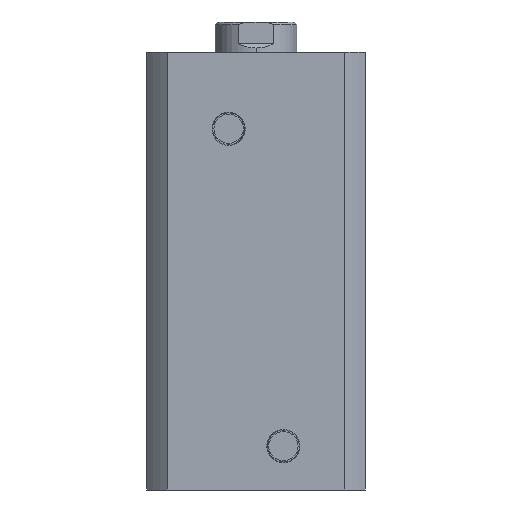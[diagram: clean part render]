
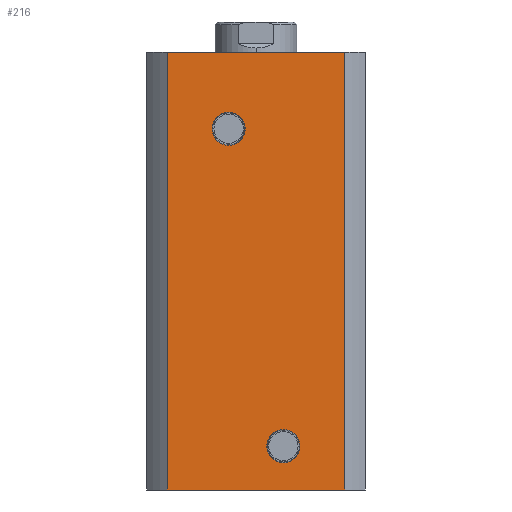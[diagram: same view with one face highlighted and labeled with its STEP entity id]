
A CAD part, left-side view. The second image highlights one B-rep face of the part: STEP entity #216.
In plain terms, the highlighted planar face has unit normal (-1, 0, 0).
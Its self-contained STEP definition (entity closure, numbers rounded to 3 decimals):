
#31 = AXIS2_PLACEMENT_3D ( 'NONE', #2128, #2123, #2132 ) ;
#63 = VERTEX_POINT ( 'NONE', #3225 ) ;
#77 = VERTEX_POINT ( 'NONE', #3339 ) ;
#108 = VERTEX_POINT ( 'NONE', #3315 ) ;
#216 = ADVANCED_FACE ( 'NONE', ( #3665, #3662, #3673 ), #2130, .F. ) ;
#431 = CARTESIAN_POINT ( 'NONE',  ( -40., -10., 16. ) ) ;
#432 = DIRECTION ( 'NONE',  ( -1., 0., 0. ) ) ;
#433 = DIRECTION ( 'NONE',  ( 0., 0., 1. ) ) ;
#451 = CARTESIAN_POINT ( 'NONE',  ( -40., 10., 132. ) ) ;
#452 = DIRECTION ( 'NONE',  ( -1., 0., 0. ) ) ;
#453 = DIRECTION ( 'NONE',  ( 0., 0., 1. ) ) ;
#726 = LINE ( 'NONE', #1396, #728 ) ;
#727 = CIRCLE ( 'NONE', #1738, 6.06 ) ;
#728 = VECTOR ( 'NONE', #1390, 1000. ) ;
#729 = CIRCLE ( 'NONE', #1737, 6.06 ) ;
#730 = LINE ( 'NONE', #1411, #733 ) ;
#731 = LINE ( 'NONE', #1410, #737 ) ;
#732 = LINE ( 'NONE', #1415, #735 ) ;
#733 = VECTOR ( 'NONE', #1399, 1000. ) ;
#735 = VECTOR ( 'NONE', #1417, 1000. ) ;
#737 = VECTOR ( 'NONE', #1418, 1000. ) ;
#873 = CIRCLE ( 'NONE', #1772, 6.06 ) ;
#883 = CIRCLE ( 'NONE', #1776, 6.06 ) ;
#1390 = DIRECTION ( 'NONE',  ( 0., 0., -1. ) ) ;
#1396 = CARTESIAN_POINT ( 'NONE',  ( -40., 32.438, 160. ) ) ;
#1399 = DIRECTION ( 'NONE',  ( 0., -1., 0. ) ) ;
#1407 = CARTESIAN_POINT ( 'NONE',  ( -40., -10., 16. ) ) ;
#1408 = DIRECTION ( 'NONE',  ( -1., 0., 0. ) ) ;
#1409 = DIRECTION ( 'NONE',  ( 0., 0., 1. ) ) ;
#1410 = CARTESIAN_POINT ( 'NONE',  ( -40., 0., 160. ) ) ;
#1411 = CARTESIAN_POINT ( 'NONE',  ( -40., 0., 0. ) ) ;
#1412 = CARTESIAN_POINT ( 'NONE',  ( -40., 10., 132. ) ) ;
#1413 = DIRECTION ( 'NONE',  ( -1., 0., 0. ) ) ;
#1414 = DIRECTION ( 'NONE',  ( 0., 0., 1. ) ) ;
#1415 = CARTESIAN_POINT ( 'NONE',  ( -40., -32.438, 160. ) ) ;
#1417 = DIRECTION ( 'NONE',  ( 0., 0., -1. ) ) ;
#1418 = DIRECTION ( 'NONE',  ( 0., -1., 0. ) ) ;
#1500 = VERTEX_POINT ( 'NONE', #2338 ) ;
#1528 = VERTEX_POINT ( 'NONE', #2358 ) ;
#1548 = VERTEX_POINT ( 'NONE', #2377 ) ;
#1570 = VERTEX_POINT ( 'NONE', #2397 ) ;
#1583 = EDGE_LOOP ( 'NONE', ( #3120, #3119 ) ) ;
#1620 = VERTEX_POINT ( 'NONE', #2435 ) ;
#1737 = AXIS2_PLACEMENT_3D ( 'NONE', #1407, #1408, #1409 ) ;
#1738 = AXIS2_PLACEMENT_3D ( 'NONE', #1412, #1413, #1414 ) ;
#1772 = AXIS2_PLACEMENT_3D ( 'NONE', #431, #432, #433 ) ;
#1776 = AXIS2_PLACEMENT_3D ( 'NONE', #451, #452, #453 ) ;
#2123 = DIRECTION ( 'NONE',  ( 1., 0., 0. ) ) ;
#2128 = CARTESIAN_POINT ( 'NONE',  ( -40., 0., 160. ) ) ;
#2130 = PLANE ( 'NONE',  #31 ) ;
#2132 = DIRECTION ( 'NONE',  ( 0., 1., 0. ) ) ;
#2338 = CARTESIAN_POINT ( 'NONE',  ( -40., -10., 9.94 ) ) ;
#2358 = CARTESIAN_POINT ( 'NONE',  ( -40., 10., 125.94 ) ) ;
#2377 = CARTESIAN_POINT ( 'NONE',  ( -40., 10., 138.06 ) ) ;
#2397 = CARTESIAN_POINT ( 'NONE',  ( -40., 32.438, 160. ) ) ;
#2435 = CARTESIAN_POINT ( 'NONE',  ( -40., 32.438, 0. ) ) ;
#2713 = EDGE_LOOP ( 'NONE', ( #3118, #3117 ) ) ;
#2721 = EDGE_LOOP ( 'NONE', ( #3116, #3115, #3114, #3113 ) ) ;
#3113 = ORIENTED_EDGE ( 'NONE', *, *, #3463, .T. ) ;
#3114 = ORIENTED_EDGE ( 'NONE', *, *, #3469, .F. ) ;
#3115 = ORIENTED_EDGE ( 'NONE', *, *, #3468, .F. ) ;
#3116 = ORIENTED_EDGE ( 'NONE', *, *, #3467, .T. ) ;
#3117 = ORIENTED_EDGE ( 'NONE', *, *, #3641, .F. ) ;
#3118 = ORIENTED_EDGE ( 'NONE', *, *, #3466, .F. ) ;
#3119 = ORIENTED_EDGE ( 'NONE', *, *, #3633, .F. ) ;
#3120 = ORIENTED_EDGE ( 'NONE', *, *, #3465, .F. ) ;
#3225 = CARTESIAN_POINT ( 'NONE',  ( -40., -32.438, 0. ) ) ;
#3315 = CARTESIAN_POINT ( 'NONE',  ( -40., -10., 22.06 ) ) ;
#3339 = CARTESIAN_POINT ( 'NONE',  ( -40., -32.438, 160. ) ) ;
#3463 = EDGE_CURVE ( 'NONE', #1570, #1620, #726, .T. ) ;
#3465 = EDGE_CURVE ( 'NONE', #108, #1500, #729, .T. ) ;
#3466 = EDGE_CURVE ( 'NONE', #1548, #1528, #727, .T. ) ;
#3467 = EDGE_CURVE ( 'NONE', #1620, #63, #730, .T. ) ;
#3468 = EDGE_CURVE ( 'NONE', #77, #63, #732, .T. ) ;
#3469 = EDGE_CURVE ( 'NONE', #1570, #77, #731, .T. ) ;
#3633 = EDGE_CURVE ( 'NONE', #1500, #108, #873, .T. ) ;
#3641 = EDGE_CURVE ( 'NONE', #1528, #1548, #883, .T. ) ;
#3662 = FACE_BOUND ( 'NONE', #2713, .T. ) ;
#3665 = FACE_BOUND ( 'NONE', #1583, .T. ) ;
#3673 = FACE_OUTER_BOUND ( 'NONE', #2721, .T. ) ;
